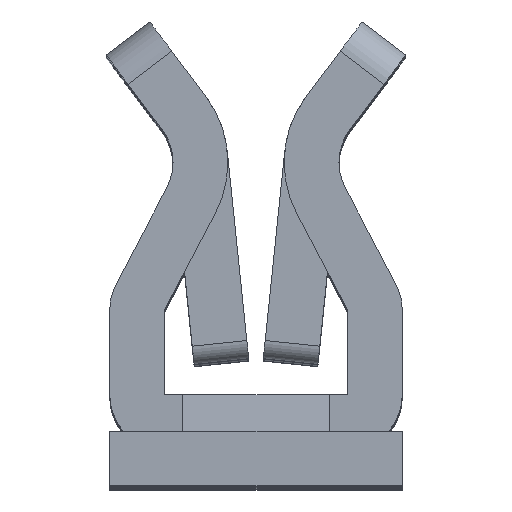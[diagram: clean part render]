
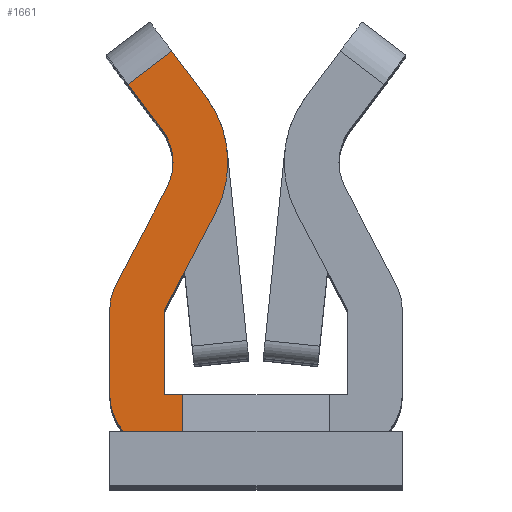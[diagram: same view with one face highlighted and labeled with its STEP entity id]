
A CAD part, top view. The second image highlights one B-rep face of the part: STEP entity #1661.
In plain terms, the highlighted planar face has unit normal (0, 0, 1).
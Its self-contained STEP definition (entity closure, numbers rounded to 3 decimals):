
#62 = DIRECTION ( 'NONE',  ( 0., -1., 0. ) ) ;
#133 = CARTESIAN_POINT ( 'NONE',  ( -0.25, 12.419, 2.5 ) ) ;
#158 = DIRECTION ( 'NONE',  ( -0.6, 0.8, 0. ) ) ;
#201 = CARTESIAN_POINT ( 'NONE',  ( -0.408, 12.247, 2.5 ) ) ;
#395 = CARTESIAN_POINT ( 'NONE',  ( -0.4, 12.651, 2.5 ) ) ;
#397 = LINE ( 'NONE', #903, #692 ) ;
#487 = VERTEX_POINT ( 'NONE', #1632 ) ;
#505 = CARTESIAN_POINT ( 'NONE',  ( -0.24, 12.992, 2.5 ) ) ;
#551 = DIRECTION ( 'NONE',  ( 1., 0., 0. ) ) ;
#610 = CARTESIAN_POINT ( 'NONE',  ( -0.257, 13.144, 2.5 ) ) ;
#619 = EDGE_CURVE ( 'NONE', #4208, #8198, #2926, .T. ) ;
#662 = CARTESIAN_POINT ( 'NONE',  ( -0.2, 12.419, 2.5 ) ) ;
#671 = DIRECTION ( 'NONE',  ( -0.466, -0.885, 0. ) ) ;
#692 = VECTOR ( 'NONE', #877, 1000. ) ;
#708 = AXIS2_PLACEMENT_3D ( 'NONE', #7129, #1052, #2403 ) ;
#759 = DIRECTION ( 'NONE',  ( 0., 0., 1. ) ) ;
#877 = DIRECTION ( 'NONE',  ( 0., 1., 0. ) ) ;
#903 = CARTESIAN_POINT ( 'NONE',  ( -0.4, 12.814, 2.5 ) ) ;
#948 = CARTESIAN_POINT ( 'NONE',  ( -0.25, 12.419, 2.5 ) ) ;
#1052 = DIRECTION ( 'NONE',  ( 0., 0., -1. ) ) ;
#1113 = ORIENTED_EDGE ( 'NONE', *, *, #1924, .F. ) ;
#1153 = EDGE_CURVE ( 'NONE', #2885, #8198, #2365, .T. ) ;
#1199 = VERTEX_POINT ( 'NONE', #395 ) ;
#1207 = VECTOR ( 'NONE', #671, 1000. ) ;
#1227 = VERTEX_POINT ( 'NONE', #1782 ) ;
#1256 = ORIENTED_EDGE ( 'NONE', *, *, #7722, .F. ) ;
#1321 = DIRECTION ( 'NONE',  ( 0., -1., 0. ) ) ;
#1357 = LINE ( 'NONE', #4654, #4378 ) ;
#1361 = DIRECTION ( 'NONE',  ( -1., 0., 0. ) ) ;
#1363 = CARTESIAN_POINT ( 'NONE',  ( -0.254, 12.644, 2.5 ) ) ;
#1414 = EDGE_CURVE ( 'NONE', #3024, #487, #1622, .T. ) ;
#1501 = DIRECTION ( 'NONE',  ( 0., 0., -1. ) ) ;
#1544 = VECTOR ( 'NONE', #5741, 1000. ) ;
#1622 = LINE ( 'NONE', #1363, #1207 ) ;
#1632 = CARTESIAN_POINT ( 'NONE',  ( -0.25, 12.651, 2.5 ) ) ;
#1655 = VERTEX_POINT ( 'NONE', #2824 ) ;
#1661 = ADVANCED_FACE ( 'NONE', ( #7738 ), #2884, .T. ) ;
#1664 = VERTEX_POINT ( 'NONE', #948 ) ;
#1697 = EDGE_LOOP ( 'NONE', ( #6201, #8070, #6081, #5373, #3617, #2276, #1256, #1113, #3476, #2333, #1878, #3910, #3796, #4700 ) ) ;
#1782 = CARTESIAN_POINT ( 'NONE',  ( -0.2, 12.269, 2.5 ) ) ;
#1878 = ORIENTED_EDGE ( 'NONE', *, *, #8246, .F. ) ;
#1897 = VECTOR ( 'NONE', #158, 1000. ) ;
#1924 = EDGE_CURVE ( 'NONE', #1664, #3113, #4615, .T. ) ;
#1977 = VECTOR ( 'NONE', #5734, 1000. ) ;
#2026 = DIRECTION ( 'NONE',  ( 0., 0., -1. ) ) ;
#2049 = DIRECTION ( 'NONE',  ( 0., -1., 0. ) ) ;
#2195 = LINE ( 'NONE', #8432, #1977 ) ;
#2276 = ORIENTED_EDGE ( 'NONE', *, *, #6797, .T. ) ;
#2333 = ORIENTED_EDGE ( 'NONE', *, *, #1414, .F. ) ;
#2365 = LINE ( 'NONE', #2373, #2772 ) ;
#2373 = CARTESIAN_POINT ( 'NONE',  ( -0.333, 13.246, 2.5 ) ) ;
#2403 = DIRECTION ( 'NONE',  ( -1., 0., 0. ) ) ;
#2446 = EDGE_CURVE ( 'NONE', #4899, #1199, #397, .T. ) ;
#2469 = VERTEX_POINT ( 'NONE', #8221 ) ;
#2730 = CIRCLE ( 'NONE', #708, 0.15 ) ;
#2772 = VECTOR ( 'NONE', #4361, 1000. ) ;
#2824 = CARTESIAN_POINT ( 'NONE',  ( -0.23, 13.359, 2.5 ) ) ;
#2874 = CARTESIAN_POINT ( 'NONE',  ( -0.4, 12.419, 2.5 ) ) ;
#2884 = PLANE ( 'NONE',  #6438 ) ;
#2885 = VERTEX_POINT ( 'NONE', #5925 ) ;
#2904 = LINE ( 'NONE', #505, #1544 ) ;
#2926 = CIRCLE ( 'NONE', #4473, 0.15 ) ;
#3024 = VERTEX_POINT ( 'NONE', #7372 ) ;
#3113 = VERTEX_POINT ( 'NONE', #662 ) ;
#3166 = CARTESIAN_POINT ( 'NONE',  ( -0.238, 12.419, 2.5 ) ) ;
#3253 = VERTEX_POINT ( 'NONE', #3567 ) ;
#3476 = ORIENTED_EDGE ( 'NONE', *, *, #6091, .F. ) ;
#3483 = DIRECTION ( 'NONE',  ( -1., 0., 0. ) ) ;
#3567 = CARTESIAN_POINT ( 'NONE',  ( -0.25, 12.269, 2.5 ) ) ;
#3617 = ORIENTED_EDGE ( 'NONE', *, *, #8298, .F. ) ;
#3796 = ORIENTED_EDGE ( 'NONE', *, *, #6623, .T. ) ;
#3846 = VECTOR ( 'NONE', #62, 1000. ) ;
#3910 = ORIENTED_EDGE ( 'NONE', *, *, #4847, .T. ) ;
#4078 = CARTESIAN_POINT ( 'NONE',  ( -0.2, 12.814, 2.5 ) ) ;
#4144 = CIRCLE ( 'NONE', #7432, 0.15 ) ;
#4208 = VERTEX_POINT ( 'NONE', #6929 ) ;
#4361 = DIRECTION ( 'NONE',  ( 0.6, -0.8, 0. ) ) ;
#4378 = VECTOR ( 'NONE', #7952, 1000. ) ;
#4473 = AXIS2_PLACEMENT_3D ( 'NONE', #7433, #759, #2049 ) ;
#4615 = LINE ( 'NONE', #3166, #7821 ) ;
#4654 = CARTESIAN_POINT ( 'NONE',  ( 0., 12.269, 2.5 ) ) ;
#4700 = ORIENTED_EDGE ( 'NONE', *, *, #1153, .T. ) ;
#4847 = EDGE_CURVE ( 'NONE', #5379, #1655, #6137, .T. ) ;
#4899 = VERTEX_POINT ( 'NONE', #2874 ) ;
#4951 = DIRECTION ( 'NONE',  ( 1., 0., 0. ) ) ;
#5219 = AXIS2_PLACEMENT_3D ( 'NONE', #7907, #2026, #1361 ) ;
#5280 = CARTESIAN_POINT ( 'NONE',  ( -0.25, 12.814, 2.5 ) ) ;
#5373 = ORIENTED_EDGE ( 'NONE', *, *, #2446, .F. ) ;
#5379 = VERTEX_POINT ( 'NONE', #7023 ) ;
#5395 = EDGE_CURVE ( 'NONE', #1199, #2469, #2730, .T. ) ;
#5479 = LINE ( 'NONE', #4078, #3846 ) ;
#5545 = CARTESIAN_POINT ( 'NONE',  ( -0.213, 13.336, 2.5 ) ) ;
#5606 = VECTOR ( 'NONE', #1321, 1000. ) ;
#5734 = DIRECTION ( 'NONE',  ( -0.8, -0.6, 0. ) ) ;
#5741 = DIRECTION ( 'NONE',  ( 0.466, 0.885, 0. ) ) ;
#5791 = CIRCLE ( 'NONE', #5219, 0.3 ) ;
#5925 = CARTESIAN_POINT ( 'NONE',  ( -0.35, 13.269, 2.5 ) ) ;
#6081 = ORIENTED_EDGE ( 'NONE', *, *, #5395, .F. ) ;
#6091 = EDGE_CURVE ( 'NONE', #487, #1664, #8200, .T. ) ;
#6137 = LINE ( 'NONE', #5545, #1897 ) ;
#6201 = ORIENTED_EDGE ( 'NONE', *, *, #619, .F. ) ;
#6438 = AXIS2_PLACEMENT_3D ( 'NONE', #201, #8285, #4951 ) ;
#6623 = EDGE_CURVE ( 'NONE', #1655, #2885, #2195, .T. ) ;
#6797 = EDGE_CURVE ( 'NONE', #3253, #1227, #1357, .T. ) ;
#6929 = CARTESIAN_POINT ( 'NONE',  ( -0.244, 12.985, 2.5 ) ) ;
#7023 = CARTESIAN_POINT ( 'NONE',  ( -0.137, 13.234, 2.5 ) ) ;
#7129 = CARTESIAN_POINT ( 'NONE',  ( -0.25, 12.651, 2.5 ) ) ;
#7372 = CARTESIAN_POINT ( 'NONE',  ( -0.111, 12.915, 2.5 ) ) ;
#7432 = AXIS2_PLACEMENT_3D ( 'NONE', #133, #1501, #3483 ) ;
#7433 = CARTESIAN_POINT ( 'NONE',  ( -0.377, 13.054, 2.5 ) ) ;
#7722 = EDGE_CURVE ( 'NONE', #3113, #1227, #5479, .T. ) ;
#7738 = FACE_OUTER_BOUND ( 'NONE', #1697, .T. ) ;
#7821 = VECTOR ( 'NONE', #551, 1000. ) ;
#7907 = CARTESIAN_POINT ( 'NONE',  ( -0.377, 13.054, 2.5 ) ) ;
#7952 = DIRECTION ( 'NONE',  ( 1., 0., 0. ) ) ;
#8070 = ORIENTED_EDGE ( 'NONE', *, *, #8088, .F. ) ;
#8088 = EDGE_CURVE ( 'NONE', #2469, #4208, #2904, .T. ) ;
#8198 = VERTEX_POINT ( 'NONE', #610 ) ;
#8200 = LINE ( 'NONE', #5280, #5606 ) ;
#8221 = CARTESIAN_POINT ( 'NONE',  ( -0.383, 12.721, 2.5 ) ) ;
#8246 = EDGE_CURVE ( 'NONE', #5379, #3024, #5791, .T. ) ;
#8285 = DIRECTION ( 'NONE',  ( 0., 0., 1. ) ) ;
#8298 = EDGE_CURVE ( 'NONE', #3253, #4899, #4144, .T. ) ;
#8432 = CARTESIAN_POINT ( 'NONE',  ( -0.29, 13.314, 2.5 ) ) ;
